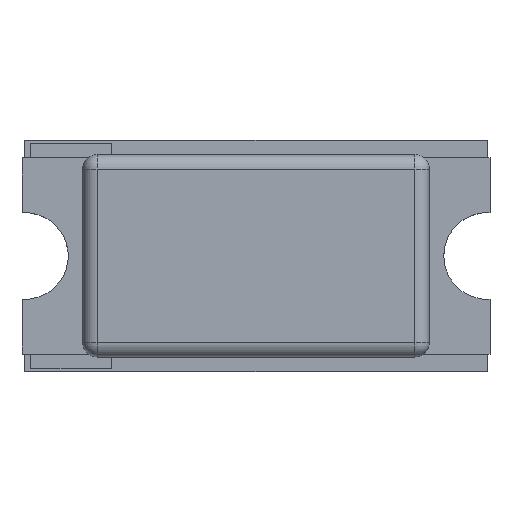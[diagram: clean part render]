
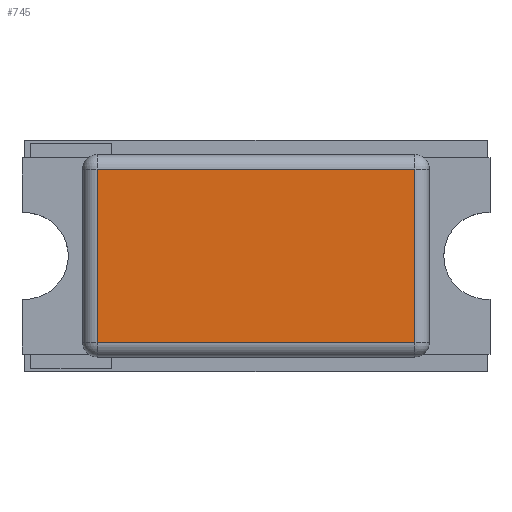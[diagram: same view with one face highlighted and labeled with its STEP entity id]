
A CAD part, top view. The second image highlights one B-rep face of the part: STEP entity #745.
In plain terms, the highlighted planar face has unit normal (0, 0, 1).
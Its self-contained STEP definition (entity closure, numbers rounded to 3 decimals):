
#27 = CARTESIAN_POINT ( 'NONE',  ( -0.6, -0.35, 0.6 ) ) ;
#75 = ORIENTED_EDGE ( 'NONE', *, *, #469, .T. ) ;
#193 = VERTEX_POINT ( 'NONE', #627 ) ;
#207 = CARTESIAN_POINT ( 'NONE',  ( 0.55, 0.35, 0.6 ) ) ;
#288 = DIRECTION ( 'NONE',  ( 0., -1., 0. ) ) ;
#348 = AXIS2_PLACEMENT_3D ( 'NONE', #27, #1309, #550 ) ;
#349 = ORIENTED_EDGE ( 'NONE', *, *, #897, .T. ) ;
#447 = CARTESIAN_POINT ( 'NONE',  ( 0.6, -0.3, 0.6 ) ) ;
#454 = VERTEX_POINT ( 'NONE', #1033 ) ;
#469 = EDGE_CURVE ( 'NONE', #193, #695, #512, .T. ) ;
#510 = CARTESIAN_POINT ( 'NONE',  ( 0.55, -0.3, 0.6 ) ) ;
#512 = LINE ( 'NONE', #1184, #815 ) ;
#550 = DIRECTION ( 'NONE',  ( 1., 0., 0. ) ) ;
#627 = CARTESIAN_POINT ( 'NONE',  ( -0.55, 0.3, 0.6 ) ) ;
#635 = ORIENTED_EDGE ( 'NONE', *, *, #1594, .T. ) ;
#690 = VECTOR ( 'NONE', #964, 1000. ) ;
#695 = VERTEX_POINT ( 'NONE', #788 ) ;
#745 = ADVANCED_FACE ( 'NONE', ( #1372 ), #1188, .T. ) ;
#788 = CARTESIAN_POINT ( 'NONE',  ( -0.55, -0.3, 0.6 ) ) ;
#815 = VECTOR ( 'NONE', #288, 1000. ) ;
#830 = DIRECTION ( 'NONE',  ( 1., 0., 0. ) ) ;
#887 = DIRECTION ( 'NONE',  ( -1., 0., 0. ) ) ;
#897 = EDGE_CURVE ( 'NONE', #695, #1628, #1473, .T. ) ;
#964 = DIRECTION ( 'NONE',  ( 0., 1., 0. ) ) ;
#1006 = EDGE_CURVE ( 'NONE', #1628, #454, #1324, .T. ) ;
#1033 = CARTESIAN_POINT ( 'NONE',  ( 0.55, 0.3, 0.6 ) ) ;
#1118 = LINE ( 'NONE', #1513, #1416 ) ;
#1147 = VECTOR ( 'NONE', #830, 1000. ) ;
#1184 = CARTESIAN_POINT ( 'NONE',  ( -0.55, -0.35, 0.6 ) ) ;
#1188 = PLANE ( 'NONE',  #348 ) ;
#1252 = ORIENTED_EDGE ( 'NONE', *, *, #1006, .T. ) ;
#1309 = DIRECTION ( 'NONE',  ( 0., 0., 1. ) ) ;
#1324 = LINE ( 'NONE', #207, #690 ) ;
#1372 = FACE_OUTER_BOUND ( 'NONE', #1625, .T. ) ;
#1416 = VECTOR ( 'NONE', #887, 1000. ) ;
#1473 = LINE ( 'NONE', #447, #1147 ) ;
#1513 = CARTESIAN_POINT ( 'NONE',  ( -0.6, 0.3, 0.6 ) ) ;
#1594 = EDGE_CURVE ( 'NONE', #454, #193, #1118, .T. ) ;
#1625 = EDGE_LOOP ( 'NONE', ( #1252, #635, #75, #349 ) ) ;
#1628 = VERTEX_POINT ( 'NONE', #510 ) ;
